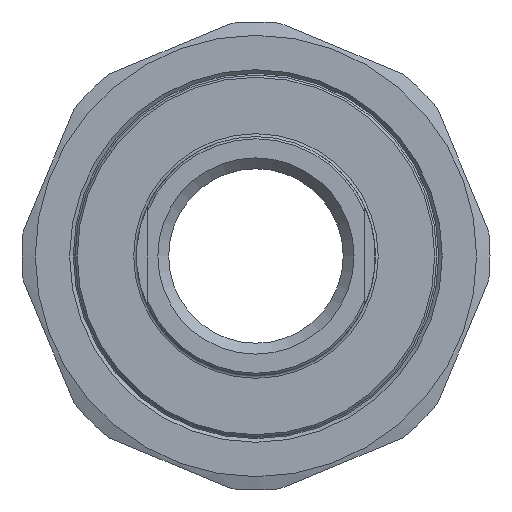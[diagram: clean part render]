
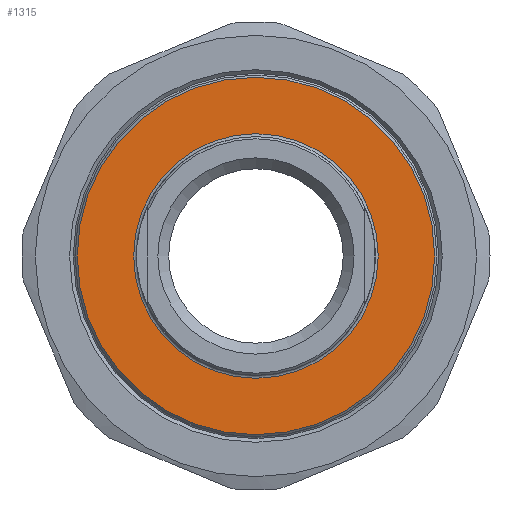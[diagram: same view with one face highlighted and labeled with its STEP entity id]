
A CAD part, left-side view. The second image highlights one B-rep face of the part: STEP entity #1315.
In plain terms, the highlighted planar face has unit normal (-1, 0, 0).
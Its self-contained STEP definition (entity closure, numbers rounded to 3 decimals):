
#49=FACE_BOUND('',#295,.T.);
#133=PLANE('',#1567);
#204=FACE_OUTER_BOUND('',#294,.T.);
#294=EDGE_LOOP('',(#1180));
#295=EDGE_LOOP('',(#1181));
#519=CIRCLE('',#1565,16.9);
#521=CIRCLE('',#1568,24.7);
#646=VERTEX_POINT('',#2443);
#647=VERTEX_POINT('',#2448);
#829=EDGE_CURVE('',#646,#646,#519,.T.);
#831=EDGE_CURVE('',#647,#647,#521,.T.);
#1180=ORIENTED_EDGE('',*,*,#831,.F.);
#1181=ORIENTED_EDGE('',*,*,#829,.F.);
#1315=ADVANCED_FACE('',(#204,#49),#133,.T.);
#1565=AXIS2_PLACEMENT_3D('',#2445,#1982,#1983);
#1567=AXIS2_PLACEMENT_3D('',#2447,#1986,#1987);
#1568=AXIS2_PLACEMENT_3D('',#2449,#1988,#1989);
#1982=DIRECTION('center_axis',(-1.,0.,0.));
#1983=DIRECTION('ref_axis',(0.,-1.,0.));
#1986=DIRECTION('center_axis',(-1.,0.,0.));
#1987=DIRECTION('ref_axis',(0.,0.,1.));
#1988=DIRECTION('center_axis',(1.,0.,0.));
#1989=DIRECTION('ref_axis',(0.,-1.,0.));
#2443=CARTESIAN_POINT('',(-13.5,0.,16.9));
#2445=CARTESIAN_POINT('Origin',(-13.5,0.,0.));
#2447=CARTESIAN_POINT('Origin',(-13.5,25.,0.));
#2448=CARTESIAN_POINT('',(-13.5,24.7,0.));
#2449=CARTESIAN_POINT('Origin',(-13.5,0.,0.));
